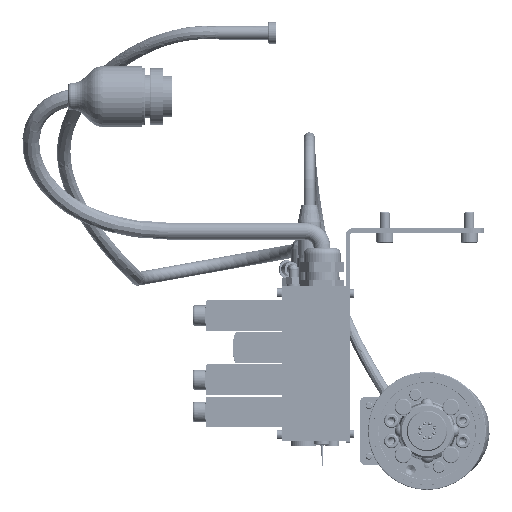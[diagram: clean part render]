
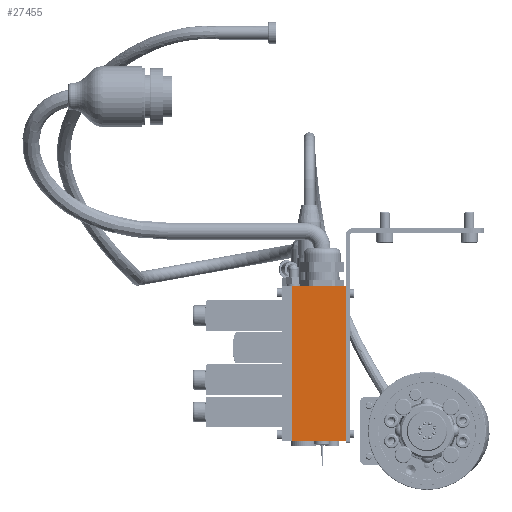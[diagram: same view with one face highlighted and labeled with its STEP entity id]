
A CAD part, front view. The second image highlights one B-rep face of the part: STEP entity #27455.
In plain terms, the highlighted planar face has unit normal (0, -1, 0).
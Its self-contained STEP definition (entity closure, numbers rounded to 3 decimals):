
#5480 = EDGE_LOOP ( 'NONE', ( #168342, #29884, #131705, #58785 ) ) ;
#22447 = EDGE_CURVE ( 'NONE', #102888, #175041, #102810, .T. ) ;
#27455 = ADVANCED_FACE ( 'NONE', ( #151470 ), #128136, .F. ) ;
#29884 = ORIENTED_EDGE ( 'NONE', *, *, #62087, .F. ) ;
#30426 = DIRECTION ( 'NONE',  ( 0., 0., 1. ) ) ;
#31642 = EDGE_CURVE ( 'NONE', #113515, #117670, #36016, .T. ) ;
#35139 = CARTESIAN_POINT ( 'NONE',  ( -71.853, 611.5, 85.826 ) ) ;
#36016 = LINE ( 'NONE', #121224, #72752 ) ;
#36448 = CARTESIAN_POINT ( 'NONE',  ( -39.853, 611.5, -6.174 ) ) ;
#45562 = CARTESIAN_POINT ( 'NONE',  ( -39.853, 611.5, 85.826 ) ) ;
#53002 = VECTOR ( 'NONE', #30426, 1000. ) ;
#57323 = LINE ( 'NONE', #168454, #53002 ) ;
#58785 = ORIENTED_EDGE ( 'NONE', *, *, #157069, .F. ) ;
#59481 = DIRECTION ( 'NONE',  ( 0., 1., 0. ) ) ;
#62087 = EDGE_CURVE ( 'NONE', #175041, #117670, #57323, .T. ) ;
#66215 = VECTOR ( 'NONE', #174482, 1000. ) ;
#72752 = VECTOR ( 'NONE', #176075, 1000. ) ;
#80634 = CARTESIAN_POINT ( 'NONE',  ( -39.853, 611.5, 85.826 ) ) ;
#89986 = CARTESIAN_POINT ( 'NONE',  ( -71.853, 611.5, -6.174 ) ) ;
#102810 = LINE ( 'NONE', #36448, #66215 ) ;
#102888 = VERTEX_POINT ( 'NONE', #176088 ) ;
#103853 = LINE ( 'NONE', #80634, #177213 ) ;
#113515 = VERTEX_POINT ( 'NONE', #125292 ) ;
#114082 = AXIS2_PLACEMENT_3D ( 'NONE', #45562, #59481, #155922 ) ;
#117670 = VERTEX_POINT ( 'NONE', #35139 ) ;
#121224 = CARTESIAN_POINT ( 'NONE',  ( -39.853, 611.5, 85.826 ) ) ;
#125292 = CARTESIAN_POINT ( 'NONE',  ( -39.853, 611.5, 85.826 ) ) ;
#128136 = PLANE ( 'NONE',  #114082 ) ;
#131705 = ORIENTED_EDGE ( 'NONE', *, *, #22447, .F. ) ;
#151470 = FACE_OUTER_BOUND ( 'NONE', #5480, .T. ) ;
#155922 = DIRECTION ( 'NONE',  ( 1., 0., 0. ) ) ;
#157069 = EDGE_CURVE ( 'NONE', #113515, #102888, #103853, .T. ) ;
#163200 = DIRECTION ( 'NONE',  ( 0., 0., -1. ) ) ;
#168342 = ORIENTED_EDGE ( 'NONE', *, *, #31642, .T. ) ;
#168454 = CARTESIAN_POINT ( 'NONE',  ( -71.853, 611.5, -6.174 ) ) ;
#174482 = DIRECTION ( 'NONE',  ( -1., 0., 0. ) ) ;
#175041 = VERTEX_POINT ( 'NONE', #89986 ) ;
#176075 = DIRECTION ( 'NONE',  ( -1., 0., 0. ) ) ;
#176088 = CARTESIAN_POINT ( 'NONE',  ( -39.853, 611.5, -6.174 ) ) ;
#177213 = VECTOR ( 'NONE', #163200, 1000. ) ;
